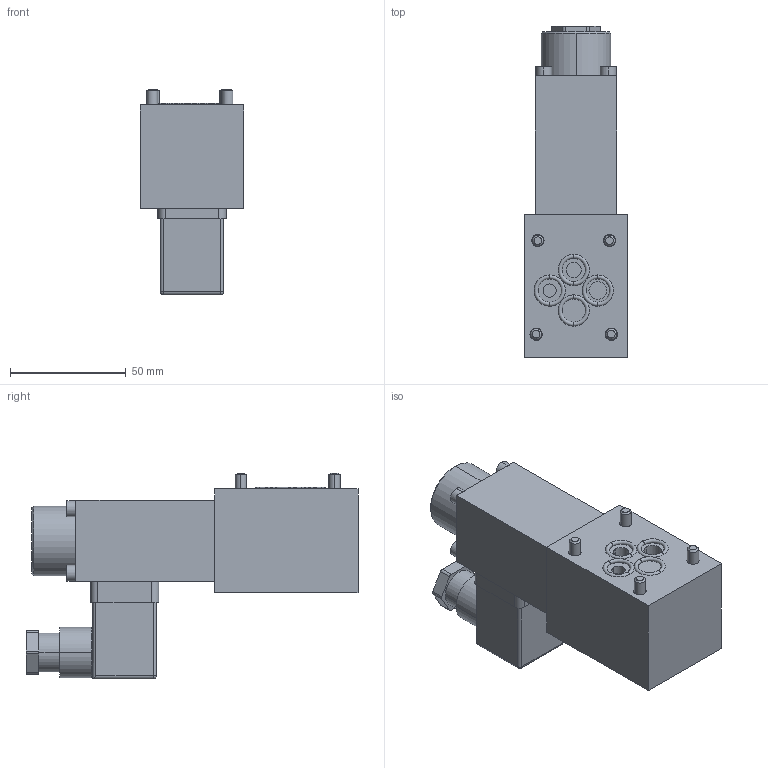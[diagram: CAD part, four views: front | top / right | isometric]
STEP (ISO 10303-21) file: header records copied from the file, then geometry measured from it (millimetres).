
FILE_DESCRIPTION((''),'2;1');
FILE_NAME('ILC71115003','2012-02-08T',('jdw'),(''),'PRO/ENGINEER BY PARAMETRIC TECHNOLOGY CORPORATION, 2007460','PRO/ENGINEER BY PARAMETRIC TECHNOLOGY CORPORATION, 2007460','');
FILE_SCHEMA(('AUTOMOTIVE_DESIGN_CC2 { 1 2 10303 214 -1 1 5 2 }'));
Length unit declared in the file: inch
Products named in the file (1): ILC71115003
Bounding box: 44.7 x 143.61 x 89.03 mm (x, y, z)
Volume: 247002.7 mm3; surface area: 41263.6 mm2
Topology: 1 solids, 6 shells, 285 faces, 675 edges, 440 vertices
Faces by surface type: plane 162, cylinder 93, cone 18, torus 10, sphere 2
Entity records: 9588 total; most frequent: DIRECTION 1477, CARTESIAN_POINT 1414, ORIENTED_EDGE 1346, EDGE_CURVE 673, AXIS2_PLACEMENT_3D 521, VERTEX_POINT 440, VECTOR 435, LINE 435
